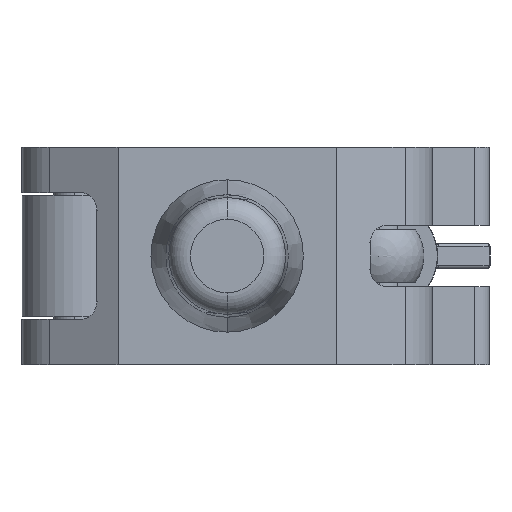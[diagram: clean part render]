
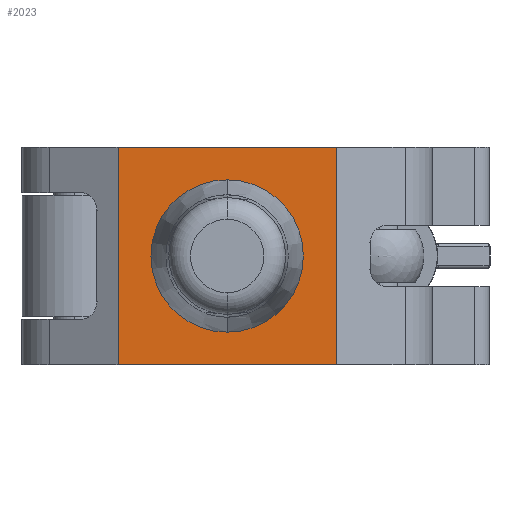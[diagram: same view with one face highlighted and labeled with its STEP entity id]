
A CAD part, front view. The second image highlights one B-rep face of the part: STEP entity #2023.
In plain terms, the highlighted planar face has unit normal (0, -1, 0).
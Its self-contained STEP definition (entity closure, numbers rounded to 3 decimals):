
#52 = CARTESIAN_POINT ( 'NONE',  ( 0., 0., 0. ) ) ;
#338 = VECTOR ( 'NONE', #5928, 1000. ) ;
#433 = VERTEX_POINT ( 'NONE', #1409 ) ;
#487 = CARTESIAN_POINT ( 'NONE',  ( 0., 0., 6.35 ) ) ;
#585 = DIRECTION ( 'NONE',  ( 1., 0., 0. ) ) ;
#837 = AXIS2_PLACEMENT_3D ( 'NONE', #3221, #7785, #12996 ) ;
#1409 = CARTESIAN_POINT ( 'NONE',  ( 12., 0., 2.5 ) ) ;
#1698 = ORIENTED_EDGE ( 'NONE', *, *, #13432, .F. ) ;
#1723 = FACE_BOUND ( 'NONE', #11393, .T. ) ;
#1995 = CARTESIAN_POINT ( 'NONE',  ( 0., 0., -6.35 ) ) ;
#2023 = ADVANCED_FACE ( 'NONE', ( #1723, #9512, #11008 ), #13264, .F. ) ;
#2335 = VECTOR ( 'NONE', #585, 1000. ) ;
#2484 = VERTEX_POINT ( 'NONE', #12239 ) ;
#2578 = DIRECTION ( 'NONE',  ( 0., -1., 0. ) ) ;
#2633 = DIRECTION ( 'NONE',  ( 0., 0., -1. ) ) ;
#2701 = AXIS2_PLACEMENT_3D ( 'NONE', #9113, #2578, #2633 ) ;
#3159 = EDGE_CURVE ( 'NONE', #2484, #13711, #5242, .T. ) ;
#3209 = EDGE_CURVE ( 'NONE', #3758, #3823, #11662, .T. ) ;
#3221 = CARTESIAN_POINT ( 'NONE',  ( 0., 0., 0. ) ) ;
#3564 = CARTESIAN_POINT ( 'NONE',  ( -25., 0., 24.95 ) ) ;
#3584 = CARTESIAN_POINT ( 'NONE',  ( 25., 0., 24.95 ) ) ;
#3636 = DIRECTION ( 'NONE',  ( 0., 0., -1. ) ) ;
#3690 = ORIENTED_EDGE ( 'NONE', *, *, #7689, .F. ) ;
#3758 = VERTEX_POINT ( 'NONE', #1995 ) ;
#3772 = EDGE_LOOP ( 'NONE', ( #10314, #1698, #3690, #6764 ) ) ;
#3774 = LINE ( 'NONE', #3584, #11872 ) ;
#3823 = VERTEX_POINT ( 'NONE', #487 ) ;
#3851 = ORIENTED_EDGE ( 'NONE', *, *, #9826, .F. ) ;
#3861 = EDGE_CURVE ( 'NONE', #13711, #9986, #9643, .T. ) ;
#3959 = ORIENTED_EDGE ( 'NONE', *, *, #3209, .T. ) ;
#4040 = VERTEX_POINT ( 'NONE', #5868 ) ;
#4227 = DIRECTION ( 'NONE',  ( 0., 0., -1. ) ) ;
#4360 = DIRECTION ( 'NONE',  ( 0., 1., 0. ) ) ;
#5171 = EDGE_CURVE ( 'NONE', #3823, #3758, #11950, .T. ) ;
#5242 = LINE ( 'NONE', #13922, #10299 ) ;
#5597 = CIRCLE ( 'NONE', #11271, 2.5 ) ;
#5868 = CARTESIAN_POINT ( 'NONE',  ( 12., 0., -2.5 ) ) ;
#5928 = DIRECTION ( 'NONE',  ( 1., 0., 0. ) ) ;
#6220 = LINE ( 'NONE', #8018, #2335 ) ;
#6713 = DIRECTION ( 'NONE',  ( 0., -1., 0. ) ) ;
#6764 = ORIENTED_EDGE ( 'NONE', *, *, #3159, .T. ) ;
#6945 = DIRECTION ( 'NONE',  ( 0., 0., 1. ) ) ;
#6998 = CARTESIAN_POINT ( 'NONE',  ( -25., 0., -24.95 ) ) ;
#7290 = ORIENTED_EDGE ( 'NONE', *, *, #11757, .F. ) ;
#7597 = CARTESIAN_POINT ( 'NONE',  ( 25., 0., 24.95 ) ) ;
#7689 = EDGE_CURVE ( 'NONE', #2484, #9107, #6220, .T. ) ;
#7785 = DIRECTION ( 'NONE',  ( 0., 1., 0. ) ) ;
#8018 = CARTESIAN_POINT ( 'NONE',  ( -25., 0., 24.95 ) ) ;
#8039 = CIRCLE ( 'NONE', #2701, 2.5 ) ;
#8547 = AXIS2_PLACEMENT_3D ( 'NONE', #3564, #9013, #6945 ) ;
#8701 = ORIENTED_EDGE ( 'NONE', *, *, #5171, .T. ) ;
#9013 = DIRECTION ( 'NONE',  ( 0., 1., 0. ) ) ;
#9107 = VERTEX_POINT ( 'NONE', #7597 ) ;
#9113 = CARTESIAN_POINT ( 'NONE',  ( 12., 0., 0. ) ) ;
#9512 = FACE_BOUND ( 'NONE', #12494, .T. ) ;
#9643 = LINE ( 'NONE', #12602, #338 ) ;
#9826 = EDGE_CURVE ( 'NONE', #4040, #433, #5597, .T. ) ;
#9986 = VERTEX_POINT ( 'NONE', #13372 ) ;
#10299 = VECTOR ( 'NONE', #4227, 1000. ) ;
#10314 = ORIENTED_EDGE ( 'NONE', *, *, #3861, .T. ) ;
#10887 = DIRECTION ( 'NONE',  ( 0., 0., -1. ) ) ;
#11008 = FACE_OUTER_BOUND ( 'NONE', #3772, .T. ) ;
#11271 = AXIS2_PLACEMENT_3D ( 'NONE', #13183, #6713, #10887 ) ;
#11393 = EDGE_LOOP ( 'NONE', ( #3851, #7290 ) ) ;
#11662 = CIRCLE ( 'NONE', #13899, 6.35 ) ;
#11757 = EDGE_CURVE ( 'NONE', #433, #4040, #8039, .T. ) ;
#11872 = VECTOR ( 'NONE', #3636, 1000. ) ;
#11950 = CIRCLE ( 'NONE', #837, 6.35 ) ;
#12239 = CARTESIAN_POINT ( 'NONE',  ( -25., 0., 24.95 ) ) ;
#12494 = EDGE_LOOP ( 'NONE', ( #8701, #3959 ) ) ;
#12602 = CARTESIAN_POINT ( 'NONE',  ( -25., 0., -24.95 ) ) ;
#12996 = DIRECTION ( 'NONE',  ( 0., 0., 1. ) ) ;
#13096 = DIRECTION ( 'NONE',  ( 0., 0., 1. ) ) ;
#13183 = CARTESIAN_POINT ( 'NONE',  ( 12., 0., 0. ) ) ;
#13264 = PLANE ( 'NONE',  #8547 ) ;
#13372 = CARTESIAN_POINT ( 'NONE',  ( 25., 0., -24.95 ) ) ;
#13432 = EDGE_CURVE ( 'NONE', #9107, #9986, #3774, .T. ) ;
#13711 = VERTEX_POINT ( 'NONE', #6998 ) ;
#13899 = AXIS2_PLACEMENT_3D ( 'NONE', #52, #4360, #13096 ) ;
#13922 = CARTESIAN_POINT ( 'NONE',  ( -25., 0., 24.95 ) ) ;
